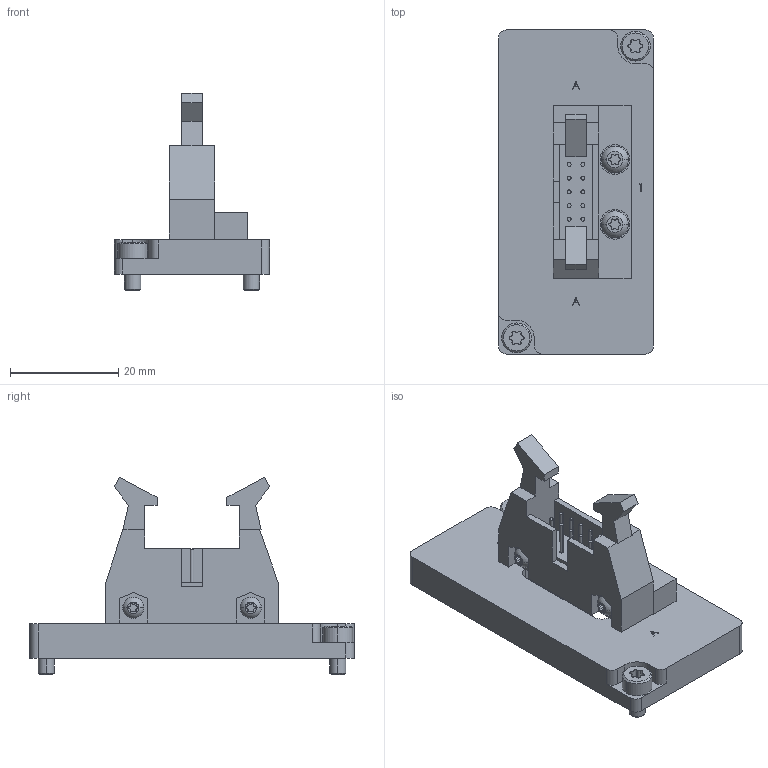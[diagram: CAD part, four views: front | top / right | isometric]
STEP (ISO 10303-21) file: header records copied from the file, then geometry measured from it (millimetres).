
FILE_DESCRIPTION (( 'STEP AP214' ), '1' );
FILE_NAME ('INGUN_37662.STEP', '2022-12-20T14:29:09', ( '' ), ( '' ), 'SwSTEP 2.0', 'SolidWorks 2021', '' );
FILE_SCHEMA (( 'AUTOMOTIVE_DESIGN' ));
Length unit declared in the file: millimetre
Products named in the file (9): 37663~1; INFO_4634~0_S; 37663~1_S; ISO7380~n_M02,5x008; 11937~0_S; ISO7380~n_M02,0x010; INGUN_37662; 37664~0_S; DIN912~n_M03,0x006
Assembly tree (11 placements, depth 3):
  INGUN_37662
    37663~1_S
      37663~1
      INFO_4634~0_S
    37664~0_S
    11937~0_S
    DIN912~n_M03,0x006  x2
    ISO7380~n_M02,0x010  x2
    ISO7380~n_M02,5x008  x2
Bounding box: 28.7 x 60 x 36.55 mm (x, y, z)
Volume: 13917.8 mm3; surface area: 9061.5 mm2
Topology: 12 solids, 12 shells, 381 faces, 941 edges, 618 vertices
Faces by surface type: cylinder 204, plane 153, cone 16, torus 8
Entity records: 9340 total; most frequent: DIRECTION 1644, CARTESIAN_POINT 1517, ORIENTED_EDGE 1456, EDGE_CURVE 728, AXIS2_PLACEMENT_3D 607, VERTEX_POINT 480, VECTOR 430, LINE 430
